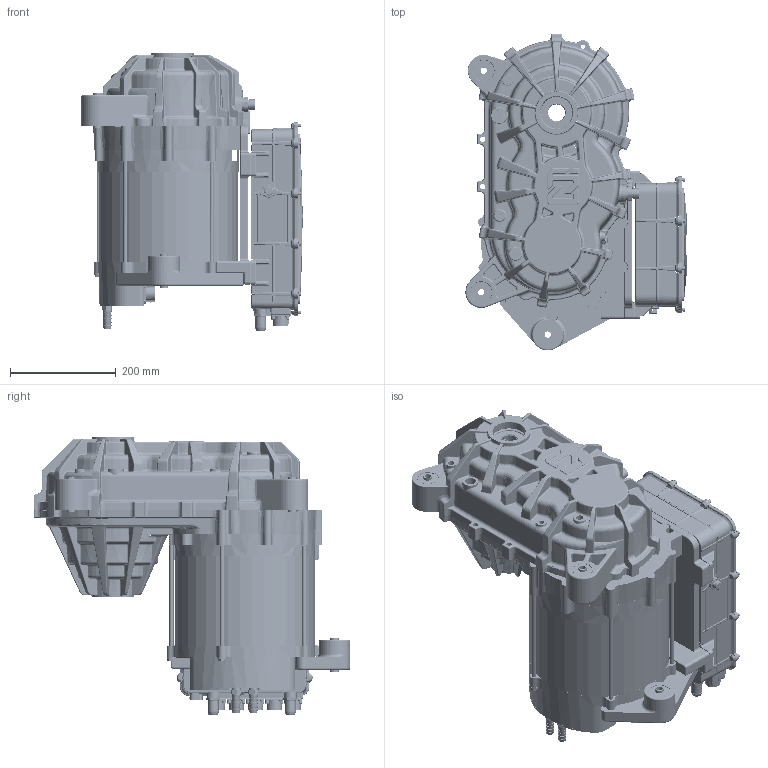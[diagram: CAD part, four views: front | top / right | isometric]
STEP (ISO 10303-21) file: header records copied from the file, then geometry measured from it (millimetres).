
FILE_DESCRIPTION (( 'STEP AP203' ), '1' );
FILE_NAME ('rDA4001-3U-100.STEP', '2025-11-04T10:20:36', ( '' ), ( '' ), 'SwSTEP 2.0', 'SolidWorks 2024', '' );
FILE_SCHEMA (( 'CONFIG_CONTROL_DESIGN' ));
Length unit declared in the file: millimetre
Products named in the file (1): rDA4001-3U-100
Bounding box: 418.7 x 599.52 x 524.92 mm (x, y, z)
Surface area: 1861775.4 mm2 (no closed solid volume)
Topology: 0 solids, 205 shells, 5377 faces, 18772 edges, 13068 vertices
Faces by surface type: cylinder 1779, bspline 1274, plane 1203, torus 662, cone 404, sphere 55
Entity records: 308534 total; most frequent: CARTESIAN_POINT 166202, ORIENTED_EDGE 29371, DIRECTION 25492, EDGE_CURVE 18680, VERTEX_POINT 13068, AXIS2_PLACEMENT_3D 9905, B_SPLINE_CURVE_WITH_KNOTS 6632, EDGE_LOOP 6045
